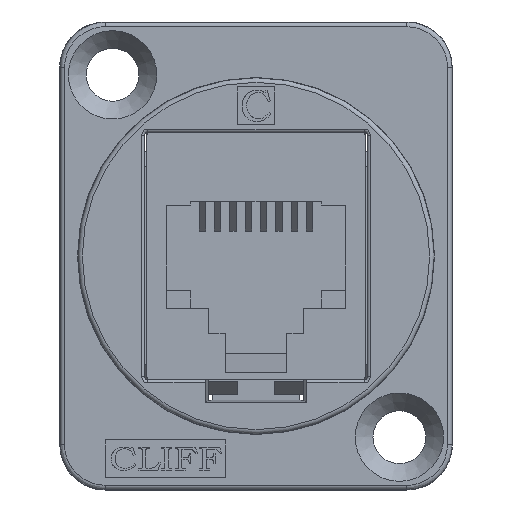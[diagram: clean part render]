
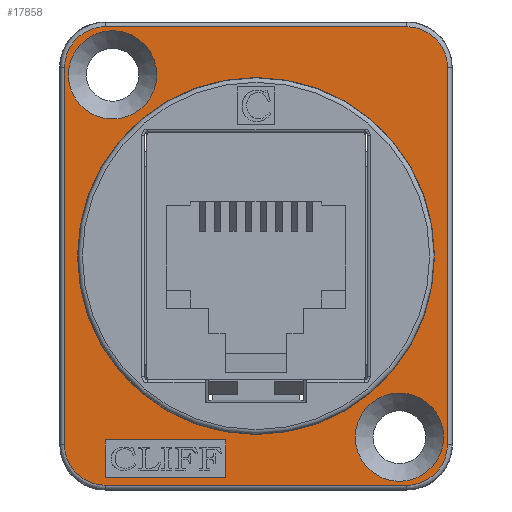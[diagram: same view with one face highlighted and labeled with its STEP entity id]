
A CAD part, front view. The second image highlights one B-rep face of the part: STEP entity #17858.
In plain terms, the highlighted planar face has unit normal (0, -1, 0).
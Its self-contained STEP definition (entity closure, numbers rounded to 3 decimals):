
#66=ELLIPSE('',#18655,2.7,2.7);
#67=ELLIPSE('',#18656,2.7,2.7);
#68=ELLIPSE('',#18657,2.7,2.7);
#69=ELLIPSE('',#18658,2.7,2.7);
#107=CIRCLE('',#18441,11.823);
#156=CIRCLE('',#18659,2.925);
#157=CIRCLE('',#18660,2.925);
#926=FACE_BOUND('',#2722,.T.);
#927=FACE_BOUND('',#2723,.T.);
#928=FACE_BOUND('',#2724,.T.);
#929=FACE_BOUND('',#2725,.T.);
#1778=FACE_OUTER_BOUND('',#2721,.T.);
#2721=EDGE_LOOP('',(#15376,#15377,#15378,#15379,#15380,#15381,#15382,#15383));
#2722=EDGE_LOOP('',(#15384,#15385,#15386,#15387));
#2723=EDGE_LOOP('',(#15388));
#2724=EDGE_LOOP('',(#15389));
#2725=EDGE_LOOP('',(#15390));
#4583=LINE('',#30236,#6469);
#4587=LINE('',#30244,#6473);
#4590=LINE('',#30250,#6476);
#4593=LINE('',#30255,#6479);
#4620=LINE('',#30351,#6506);
#4621=LINE('',#30355,#6507);
#4622=LINE('',#30359,#6508);
#4623=LINE('',#30362,#6509);
#6469=VECTOR('',#21950,2.5);
#6473=VECTOR('',#21956,8.);
#6476=VECTOR('',#21961,2.5);
#6479=VECTOR('',#21966,8.);
#6506=VECTOR('',#22055,24.965);
#6507=VECTOR('',#22058,19.965);
#6508=VECTOR('',#22061,24.965);
#6509=VECTOR('',#22064,19.965);
#7792=VERTEX_POINT('',#28157);
#8101=VERTEX_POINT('',#30234);
#8102=VERTEX_POINT('',#30235);
#8105=VERTEX_POINT('',#30243);
#8107=VERTEX_POINT('',#30249);
#8131=VERTEX_POINT('',#30347);
#8132=VERTEX_POINT('',#30348);
#8133=VERTEX_POINT('',#30350);
#8134=VERTEX_POINT('',#30352);
#8135=VERTEX_POINT('',#30354);
#8136=VERTEX_POINT('',#30356);
#8137=VERTEX_POINT('',#30358);
#8138=VERTEX_POINT('',#30360);
#8139=VERTEX_POINT('',#30363);
#8140=VERTEX_POINT('',#30365);
#10019=EDGE_CURVE('',#7792,#7792,#107,.T.);
#10514=EDGE_CURVE('',#8101,#8102,#4583,.T.);
#10518=EDGE_CURVE('',#8105,#8101,#4587,.T.);
#10521=EDGE_CURVE('',#8107,#8105,#4590,.T.);
#10524=EDGE_CURVE('',#8102,#8107,#4593,.T.);
#10566=EDGE_CURVE('',#8131,#8132,#66,.T.);
#10567=EDGE_CURVE('',#8133,#8131,#4620,.T.);
#10568=EDGE_CURVE('',#8134,#8133,#67,.T.);
#10569=EDGE_CURVE('',#8135,#8134,#4621,.T.);
#10570=EDGE_CURVE('',#8136,#8135,#68,.T.);
#10571=EDGE_CURVE('',#8137,#8136,#4622,.T.);
#10572=EDGE_CURVE('',#8138,#8137,#69,.T.);
#10573=EDGE_CURVE('',#8132,#8138,#4623,.T.);
#10574=EDGE_CURVE('',#8139,#8139,#156,.T.);
#10575=EDGE_CURVE('',#8140,#8140,#157,.T.);
#15376=ORIENTED_EDGE('',*,*,#10566,.F.);
#15377=ORIENTED_EDGE('',*,*,#10567,.F.);
#15378=ORIENTED_EDGE('',*,*,#10568,.F.);
#15379=ORIENTED_EDGE('',*,*,#10569,.F.);
#15380=ORIENTED_EDGE('',*,*,#10570,.F.);
#15381=ORIENTED_EDGE('',*,*,#10571,.F.);
#15382=ORIENTED_EDGE('',*,*,#10572,.F.);
#15383=ORIENTED_EDGE('',*,*,#10573,.F.);
#15384=ORIENTED_EDGE('',*,*,#10514,.T.);
#15385=ORIENTED_EDGE('',*,*,#10524,.T.);
#15386=ORIENTED_EDGE('',*,*,#10521,.T.);
#15387=ORIENTED_EDGE('',*,*,#10518,.T.);
#15388=ORIENTED_EDGE('',*,*,#10019,.T.);
#15389=ORIENTED_EDGE('',*,*,#10574,.T.);
#15390=ORIENTED_EDGE('',*,*,#10575,.T.);
#16122=PLANE('',#18654);
#17858=ADVANCED_FACE('',(#1778,#926,#927,#928,#929),#16122,.T.);
#18441=AXIS2_PLACEMENT_3D('',#28158,#21250,#21251);
#18654=AXIS2_PLACEMENT_3D('',#30346,#22051,#22052);
#18655=AXIS2_PLACEMENT_3D('',#30349,#22053,#22054);
#18656=AXIS2_PLACEMENT_3D('',#30353,#22056,#22057);
#18657=AXIS2_PLACEMENT_3D('',#30357,#22059,#22060);
#18658=AXIS2_PLACEMENT_3D('',#30361,#22062,#22063);
#18659=AXIS2_PLACEMENT_3D('',#30364,#22065,#22066);
#18660=AXIS2_PLACEMENT_3D('',#30366,#22067,#22068);
#21250=DIRECTION('center_axis',(0.,1.,0.));
#21251=DIRECTION('ref_axis',(-1.,0.,0.));
#21950=DIRECTION('',(0.,0.,1.));
#21956=DIRECTION('',(-1.,0.,0.));
#21961=DIRECTION('',(0.,0.,-1.));
#21966=DIRECTION('',(1.,0.,0.));
#22051=DIRECTION('center_axis',(0.,-1.,0.));
#22052=DIRECTION('ref_axis',(1.,0.,0.));
#22053=DIRECTION('center_axis',(0.,1.,0.));
#22054=DIRECTION('ref_axis',(-0.707,0.,0.707));
#22055=DIRECTION('',(0.,0.,1.));
#22056=DIRECTION('center_axis',(0.,1.,0.));
#22057=DIRECTION('ref_axis',(-0.707,0.,-0.707));
#22058=DIRECTION('',(-1.,0.,0.));
#22059=DIRECTION('center_axis',(0.,1.,0.));
#22060=DIRECTION('ref_axis',(0.707,0.,-0.707));
#22061=DIRECTION('',(0.,0.,-1.));
#22062=DIRECTION('center_axis',(0.,1.,0.));
#22063=DIRECTION('ref_axis',(0.707,0.,0.707));
#22064=DIRECTION('',(1.,0.,0.));
#22065=DIRECTION('center_axis',(0.,1.,0.));
#22066=DIRECTION('ref_axis',(1.,0.,0.));
#22067=DIRECTION('center_axis',(0.,1.,0.));
#22068=DIRECTION('ref_axis',(1.,0.,0.));
#28157=CARTESIAN_POINT('',(11.823,-2.3,0.));
#28158=CARTESIAN_POINT('Origin',(0.,-2.3,0.));
#30234=CARTESIAN_POINT('',(-10.,-2.3,-14.683));
#30235=CARTESIAN_POINT('',(-10.,-2.3,-12.183));
#30236=CARTESIAN_POINT('',(-10.,-2.3,-7.341));
#30243=CARTESIAN_POINT('',(-2.,-2.3,-14.683));
#30244=CARTESIAN_POINT('',(-1.,-2.3,-14.683));
#30249=CARTESIAN_POINT('',(-2.,-2.3,-12.183));
#30250=CARTESIAN_POINT('',(-2.,-2.3,-6.091));
#30255=CARTESIAN_POINT('',(-5.,-2.3,-12.183));
#30346=CARTESIAN_POINT('Origin',(0.,-2.3,0.));
#30347=CARTESIAN_POINT('',(-12.683,-2.3,12.483));
#30348=CARTESIAN_POINT('',(-9.983,-2.3,15.183));
#30349=CARTESIAN_POINT('Origin',(-9.982,-2.3,12.482));
#30350=CARTESIAN_POINT('',(-12.683,-2.3,-12.483));
#30351=CARTESIAN_POINT('',(-12.683,-2.3,-7.75));
#30352=CARTESIAN_POINT('',(-9.983,-2.3,-15.183));
#30353=CARTESIAN_POINT('Origin',(-9.982,-2.3,-12.482));
#30354=CARTESIAN_POINT('',(9.983,-2.3,-15.183));
#30355=CARTESIAN_POINT('',(6.5,-2.3,-15.183));
#30356=CARTESIAN_POINT('',(12.683,-2.3,-12.483));
#30357=CARTESIAN_POINT('Origin',(9.982,-2.3,-12.482));
#30358=CARTESIAN_POINT('',(12.683,-2.3,12.483));
#30359=CARTESIAN_POINT('',(12.683,-2.3,7.75));
#30360=CARTESIAN_POINT('',(9.983,-2.3,15.183));
#30361=CARTESIAN_POINT('Origin',(9.982,-2.3,12.482));
#30362=CARTESIAN_POINT('',(-6.5,-2.3,15.183));
#30363=CARTESIAN_POINT('',(6.575,-2.3,-12.));
#30364=CARTESIAN_POINT('Origin',(9.5,-2.3,-12.));
#30365=CARTESIAN_POINT('',(-12.425,-2.3,12.));
#30366=CARTESIAN_POINT('Origin',(-9.5,-2.3,12.));
